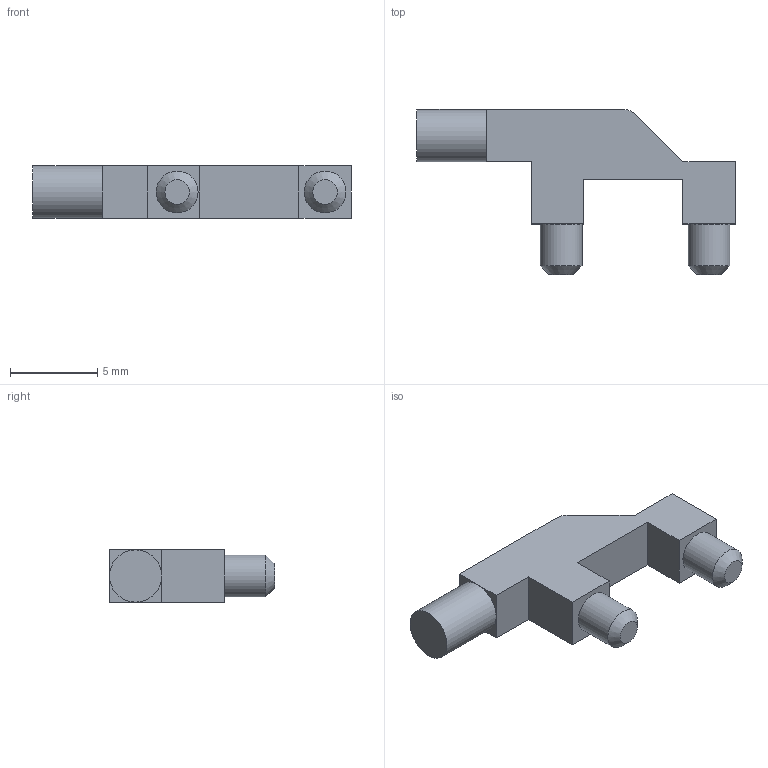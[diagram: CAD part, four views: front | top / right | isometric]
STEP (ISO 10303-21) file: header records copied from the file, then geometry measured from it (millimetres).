
FILE_DESCRIPTION(/* description */ (''),/* implementation_level */ '2;1');
FILE_NAME(/* name */ 'Mentor_1271.1000.step',/* time_stamp */ '2023-07-16T12:32:54+02:00',/* author */ (''),/* organization */ (''),/* preprocessor_version */ 'ST-DEVELOPER v19.2',/* originating_system */ 'Autodesk Translation Framework v12.6.0.85',/* authorisation */ '');
FILE_SCHEMA (('AUTOMOTIVE_DESIGN { 1 0 10303 214 3 1 1 }'));
Length unit declared in the file: millimetre
Products named in the file (1): Mentor_1271.1000
Bounding box: 18.29 x 9.48 x 3 mm (x, y, z)
Volume: 222.4 mm3; surface area: 324.7 mm2
Topology: 1 solids, 1 shells, 26 faces, 59 edges, 37 vertices
Faces by surface type: plane 20, cylinder 4, cone 2
Full cylindrical faces by diameter (mm): 2.4 x2, 3 x1
Entity records: 768 total; most frequent: DIRECTION 126, CARTESIAN_POINT 123, ORIENTED_EDGE 118, EDGE_CURVE 59, LINE 46, VECTOR 46, AXIS2_PLACEMENT_3D 40, VERTEX_POINT 37
